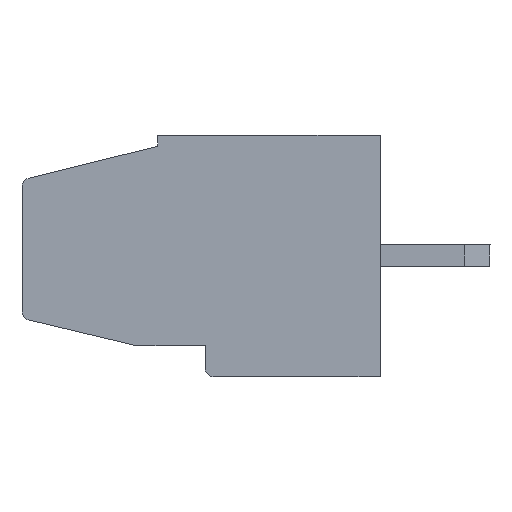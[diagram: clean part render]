
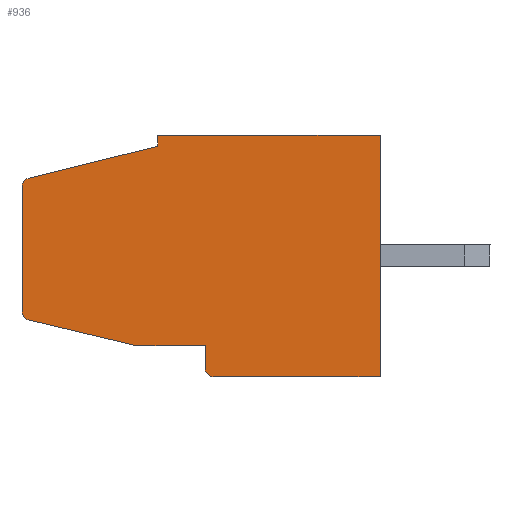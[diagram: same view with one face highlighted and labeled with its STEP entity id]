
A CAD part, left-side view. The second image highlights one B-rep face of the part: STEP entity #936.
In plain terms, the highlighted planar face has unit normal (-1, 0, 0).
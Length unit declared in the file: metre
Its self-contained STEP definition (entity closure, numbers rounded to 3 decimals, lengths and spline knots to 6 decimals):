
#936=ADVANCED_FACE('',(#1940),#1941,.F.);
#1940=FACE_OUTER_BOUND('',#2961,.T.);
#1941=PLANE('',#2962);
#2961=EDGE_LOOP('',(#5726,#5727,#5728,#5729,#5730,#5731,#5732,#5733,#5734,#5735,#5736,#5737));
#2962=AXIS2_PLACEMENT_3D('',#5738,#5739,#5740);
#5726=ORIENTED_EDGE('',*,*,#6949,.T.);
#5727=ORIENTED_EDGE('',*,*,#6954,.T.);
#5728=ORIENTED_EDGE('',*,*,#5982,.T.);
#5729=ORIENTED_EDGE('',*,*,#5989,.T.);
#5730=ORIENTED_EDGE('',*,*,#6958,.T.);
#5731=ORIENTED_EDGE('',*,*,#6989,.T.);
#5732=ORIENTED_EDGE('',*,*,#6983,.T.);
#5733=ORIENTED_EDGE('',*,*,#6973,.T.);
#5734=ORIENTED_EDGE('',*,*,#6969,.F.);
#5735=ORIENTED_EDGE('',*,*,#6975,.T.);
#5736=ORIENTED_EDGE('',*,*,#6964,.T.);
#5737=ORIENTED_EDGE('',*,*,#6966,.T.);
#5738=CARTESIAN_POINT('',(0.05,0.009195,0.03));
#5739=DIRECTION('',(1.0,0.0,0.0));
#5740=DIRECTION('',(0.0,1.0,0.0));
#5982=EDGE_CURVE('',#7148,#7149,#7150,.T.);
#5989=EDGE_CURVE('',#7149,#7159,#7160,.F.);
#6949=EDGE_CURVE('',#8582,#8584,#8586,.T.);
#6954=EDGE_CURVE('',#8584,#7148,#8591,.T.);
#6958=EDGE_CURVE('',#7159,#8594,#8596,.T.);
#6964=EDGE_CURVE('',#8601,#8603,#8605,.T.);
#6966=EDGE_CURVE('',#8603,#8582,#8607,.F.);
#6969=EDGE_CURVE('',#8609,#8611,#8612,.T.);
#6973=EDGE_CURVE('',#8615,#8611,#8617,.T.);
#6975=EDGE_CURVE('',#8609,#8601,#8619,.F.);
#6983=EDGE_CURVE('',#8630,#8615,#8632,.T.);
#6989=EDGE_CURVE('',#8594,#8630,#8642,.T.);
#7148=VERTEX_POINT('',#8855);
#7149=VERTEX_POINT('',#8856);
#7150=LINE('',#8857,#8858);
#7159=VERTEX_POINT('',#8869);
#7160=CIRCLE('',#8870,0.0003);
#8582=VERTEX_POINT('',#10898);
#8584=VERTEX_POINT('',#10901);
#8586=LINE('',#10904,#10905);
#8591=LINE('',#10913,#10914);
#8594=VERTEX_POINT('',#10918);
#8596=LINE('',#10921,#10922);
#8601=VERTEX_POINT('',#10928);
#8603=VERTEX_POINT('',#10931);
#8605=LINE('',#10934,#10935);
#8607=CIRCLE('',#10937,0.0003);
#8609=VERTEX_POINT('',#10939);
#8611=VERTEX_POINT('',#10942);
#8612=LINE('',#10943,#10944);
#8615=VERTEX_POINT('',#10948);
#8617=LINE('',#10951,#10952);
#8619=CIRCLE('',#10954,0.000306);
#8630=VERTEX_POINT('',#10970);
#8632=LINE('',#10973,#10974);
#8642=LINE('',#10988,#10989);
#8855=CARTESIAN_POINT('',(0.05,0.006449,0.022252));
#8856=CARTESIAN_POINT('',(0.05,0.006449,0.021402));
#8857=CARTESIAN_POINT('',(0.05,0.006449,0.022252));
#8858=VECTOR('',#11184,1.0);
#8869=CARTESIAN_POINT('',(0.05,0.006149,0.021102));
#8870=AXIS2_PLACEMENT_3D('',#11193,#11194,#11195);
#10898=CARTESIAN_POINT('',(0.05,0.012969,0.023197));
#10901=CARTESIAN_POINT('',(0.05,0.008999,0.022252));
#10904=CARTESIAN_POINT('',(0.05,0.012969,0.023197));
#10905=VECTOR('',#12044,1.0);
#10913=CARTESIAN_POINT('',(0.05,0.008999,0.022252));
#10914=VECTOR('',#12048,1.0);
#10918=CARTESIAN_POINT('',(0.05,0.0,0.021102));
#10921=CARTESIAN_POINT('',(0.05,0.,0.021102));
#10922=VECTOR('',#12051,1.0);
#10928=CARTESIAN_POINT('',(0.05,0.013199,0.028112));
#10931=CARTESIAN_POINT('',(0.05,0.013199,0.023489));
#10934=CARTESIAN_POINT('',(0.05,0.013199,0.028123));
#10935=VECTOR('',#12058,1.0);
#10937=AXIS2_PLACEMENT_3D('',#12059,#12060,#12061);
#10939=CARTESIAN_POINT('',(0.05,0.012967,0.028409));
#10942=CARTESIAN_POINT('',(0.05,0.008197,0.029596));
#10943=CARTESIAN_POINT('',(0.05,0.013222,0.028346));
#10944=VECTOR('',#12063,1.0);
#10948=CARTESIAN_POINT('',(0.05,0.008197,0.03));
#10951=CARTESIAN_POINT('',(0.05,0.008197,0.030002));
#10952=VECTOR('',#12066,1.0);
#10954=AXIS2_PLACEMENT_3D('',#12067,#12068,#12069);
#10970=CARTESIAN_POINT('',(0.05,0.,0.03));
#10973=CARTESIAN_POINT('',(0.05,-0.000005,0.03));
#10974=VECTOR('',#12076,1.0);
#10988=CARTESIAN_POINT('',(0.05,0.,0.023065));
#10989=VECTOR('',#12081,1.0);
#11184=DIRECTION('',(0.0,0.0,-1.0));
#11193=CARTESIAN_POINT('',(0.05,0.006149,0.021402));
#11194=DIRECTION('',(1.0,0.0,0.0));
#11195=DIRECTION('',(0.0,0.0,-1.0));
#12044=DIRECTION('',(0.0,-0.973,-0.232));
#12048=DIRECTION('',(0.0,-1.0,0.0));
#12051=DIRECTION('',(0.0,-1.0,0.0));
#12058=DIRECTION('',(0.0,0.0,-1.0));
#12059=CARTESIAN_POINT('',(0.05,0.012899,0.023489));
#12060=DIRECTION('',(1.0,0.0,0.0));
#12061=DIRECTION('',(0.0,0.0,-1.0));
#12063=DIRECTION('',(0.0,-0.97,0.241));
#12066=DIRECTION('',(0.0,0.0,-1.0));
#12067=CARTESIAN_POINT('',(0.05,0.012893,0.028112));
#12068=DIRECTION('',(1.0,0.0,0.0));
#12069=DIRECTION('',(0.0,0.0,-1.0));
#12076=DIRECTION('',(0.0,1.0,-0.0));
#12081=DIRECTION('',(-0.0,0.0,1.0));
